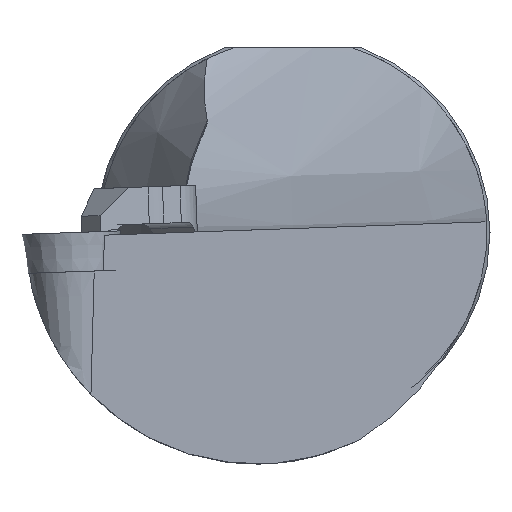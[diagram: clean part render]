
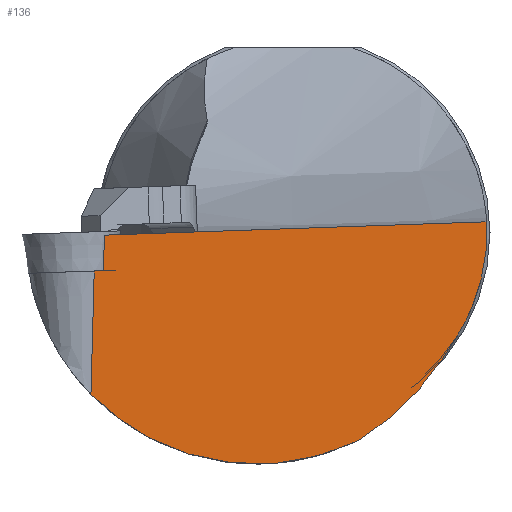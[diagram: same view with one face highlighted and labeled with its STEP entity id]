
A CAD part, left-side view. The second image highlights one B-rep face of the part: STEP entity #136.
In plain terms, the highlighted planar face has unit normal (-0.86, -0.5, -0.104).
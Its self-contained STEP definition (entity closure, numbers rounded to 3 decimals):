
#136=ADVANCED_FACE('',(#203),#181,.T.);
#181=PLANE('',#871);
#203=FACE_OUTER_BOUND('',#246,.T.);
#246=EDGE_LOOP('',(#409,#410,#411,#412,#413,#414,#415,#416,#417));
#294=ELLIPSE('',#868,21.871,18.8);
#295=ELLIPSE('',#869,27.262,22.01);
#296=ELLIPSE('',#870,18.323,15.75);
#306=LINE('',#1206,#354);
#307=LINE('',#1214,#355);
#308=LINE('',#1231,#356);
#354=VECTOR('',#959,1.);
#355=VECTOR('',#962,1.);
#356=VECTOR('',#969,1.);
#409=ORIENTED_EDGE('',*,*,#723,.F.);
#410=ORIENTED_EDGE('',*,*,#724,.F.);
#411=ORIENTED_EDGE('',*,*,#722,.F.);
#412=ORIENTED_EDGE('',*,*,#725,.F.);
#413=ORIENTED_EDGE('',*,*,#726,.F.);
#414=ORIENTED_EDGE('',*,*,#727,.F.);
#415=ORIENTED_EDGE('',*,*,#728,.F.);
#416=ORIENTED_EDGE('',*,*,#729,.F.);
#417=ORIENTED_EDGE('',*,*,#730,.T.);
#641=VERTEX_POINT('',#1186);
#642=VERTEX_POINT('',#1205);
#643=VERTEX_POINT('',#1212);
#644=VERTEX_POINT('',#1213);
#645=VERTEX_POINT('',#1216);
#646=VERTEX_POINT('',#1218);
#647=VERTEX_POINT('',#1223);
#648=VERTEX_POINT('',#1225);
#649=VERTEX_POINT('',#1230);
#722=EDGE_CURVE('',#642,#641,#306,.T.);
#723=EDGE_CURVE('',#643,#644,#834,.T.);
#724=EDGE_CURVE('',#641,#643,#307,.T.);
#725=EDGE_CURVE('',#645,#642,#294,.T.);
#726=EDGE_CURVE('',#646,#645,#295,.T.);
#727=EDGE_CURVE('',#647,#646,#835,.T.);
#728=EDGE_CURVE('',#648,#647,#296,.T.);
#729=EDGE_CURVE('',#649,#648,#836,.T.);
#730=EDGE_CURVE('',#649,#644,#308,.T.);
#834=B_SPLINE_CURVE_WITH_KNOTS('',3,(#1208,#1209,#1210,#1211),
 .UNSPECIFIED.,.F.,.F.,(4,4),(0.,1.),.UNSPECIFIED.);
#835=B_SPLINE_CURVE_WITH_KNOTS('',3,(#1219,#1220,#1221,#1222),
 .UNSPECIFIED.,.F.,.F.,(4,4),(0.,1.),.UNSPECIFIED.);
#836=B_SPLINE_CURVE_WITH_KNOTS('',3,(#1226,#1227,#1228,#1229),
 .UNSPECIFIED.,.F.,.F.,(4,4),(0.,1.),.UNSPECIFIED.);
#868=AXIS2_PLACEMENT_3D('',#1215,#963,#964);
#869=AXIS2_PLACEMENT_3D('',#1217,#965,#966);
#870=AXIS2_PLACEMENT_3D('',#1224,#967,#968);
#871=AXIS2_PLACEMENT_3D('',#1232,#970,#971);
#959=DIRECTION('',(-0.106,-0.026,0.994));
#962=DIRECTION('',(0.5,-0.865,0.03));
#963=DIRECTION('',(0.86,0.5,0.104));
#964=DIRECTION('',(0.511,-0.841,-0.176));
#965=DIRECTION('',(0.86,0.5,0.104));
#966=DIRECTION('',(-0.511,0.841,0.176));
#967=DIRECTION('',(0.86,0.5,0.104));
#968=DIRECTION('',(0.511,-0.841,-0.176));
#969=DIRECTION('',(-0.5,0.865,-0.03));
#970=DIRECTION('',(-0.86,-0.5,-0.104));
#971=DIRECTION('',(-0.503,0.864,0.));
#1186=CARTESIAN_POINT('',(0.961,16.138,-3.117));
#1205=CARTESIAN_POINT('',(2.024,16.402,-13.133));
#1206=CARTESIAN_POINT('',(0.961,16.138,-3.117));
#1208=CARTESIAN_POINT('',(1.383,15.407,-3.092));
#1209=CARTESIAN_POINT('',(1.287,15.37,-2.13));
#1210=CARTESIAN_POINT('',(1.192,15.333,-1.168));
#1211=CARTESIAN_POINT('',(1.097,15.296,-0.206));
#1212=CARTESIAN_POINT('',(1.383,15.407,-3.092));
#1213=CARTESIAN_POINT('',(1.097,15.296,-0.206));
#1214=CARTESIAN_POINT('',(18.408,-14.064,-2.063));
#1215=CARTESIAN_POINT('',(8.256,2.95,0.));
#1216=CARTESIAN_POINT('',(15.118,-5.314,-16.886));
#1217=CARTESIAN_POINT('',(5.191,7.873,1.644));
#1218=CARTESIAN_POINT('',(18.268,-12.106,-10.283));
#1219=CARTESIAN_POINT('',(18.768,-13.376,-8.315));
#1220=CARTESIAN_POINT('',(18.608,-12.963,-8.98));
#1221=CARTESIAN_POINT('',(18.437,-12.533,-9.63));
#1222=CARTESIAN_POINT('',(18.268,-12.106,-10.283));
#1223=CARTESIAN_POINT('',(18.768,-13.376,-8.315));
#1224=CARTESIAN_POINT('',(9.973,0.,0.));
#1225=CARTESIAN_POINT('',(19.018,-15.726,0.878));
#1226=CARTESIAN_POINT('',(18.937,-15.586,0.872));
#1227=CARTESIAN_POINT('',(18.964,-15.633,0.874));
#1228=CARTESIAN_POINT('',(18.991,-15.679,0.876));
#1229=CARTESIAN_POINT('',(19.018,-15.726,0.878));
#1230=CARTESIAN_POINT('',(18.937,-15.586,0.872));
#1231=CARTESIAN_POINT('',(5.57,7.553,0.064));
#1232=CARTESIAN_POINT('',(18.408,-14.064,-2.063));
